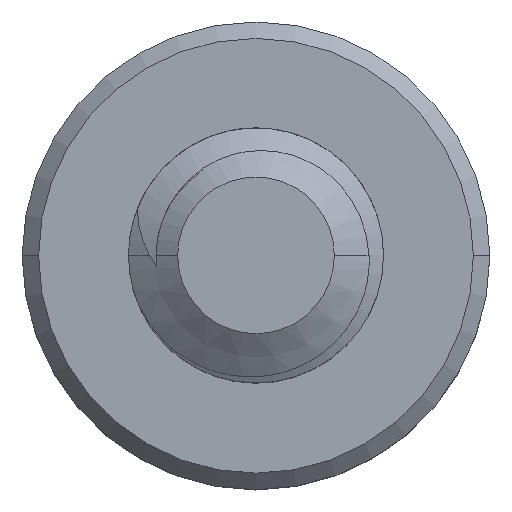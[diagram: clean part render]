
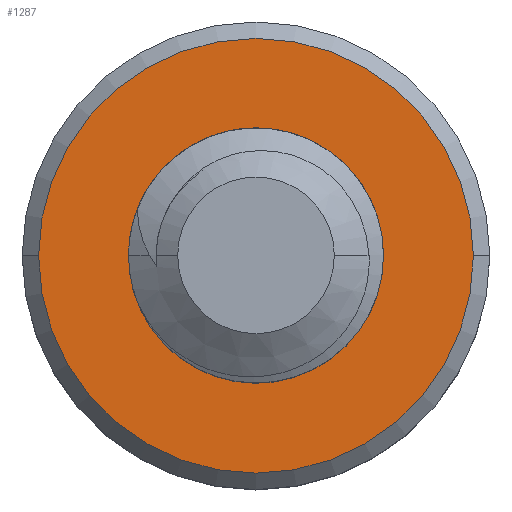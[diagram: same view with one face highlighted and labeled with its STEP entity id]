
A CAD part, top view. The second image highlights one B-rep face of the part: STEP entity #1287.
In plain terms, the highlighted planar face has unit normal (0, 0, 1).
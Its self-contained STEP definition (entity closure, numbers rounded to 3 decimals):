
#29 = CARTESIAN_POINT ( 'NONE',  ( 0., 0., -3. ) ) ;
#30 = ORIENTED_EDGE ( 'NONE', *, *, #95, .F. ) ;
#88 = CARTESIAN_POINT ( 'NONE',  ( -1.387, -0.178, -3. ) ) ;
#95 = EDGE_CURVE ( 'NONE', #431, #2252, #1603, .T. ) ;
#98 = CARTESIAN_POINT ( 'NONE',  ( 0., -1.175, -3. ) ) ;
#124 = CARTESIAN_POINT ( 'NONE',  ( 0.935, 1.048, -3. ) ) ;
#132 = CARTESIAN_POINT ( 'NONE',  ( -1.137, 0.968, -3. ) ) ;
#181 = DIRECTION ( 'NONE',  ( 1., 0., 0. ) ) ;
#240 = CARTESIAN_POINT ( 'NONE',  ( 0., 1.5, -3. ) ) ;
#246 = CARTESIAN_POINT ( 'NONE',  ( -2.557, 0., -3. ) ) ;
#256 = AXIS2_PLACEMENT_3D ( 'NONE', #1223, #318, #181 ) ;
#268 = CARTESIAN_POINT ( 'NONE',  ( -0.265, -1.182, -3. ) ) ;
#303 = CARTESIAN_POINT ( 'NONE',  ( 0.522, 1.38, -3. ) ) ;
#311 = CARTESIAN_POINT ( 'NONE',  ( -1.051, 1.07, -3. ) ) ;
#318 = DIRECTION ( 'NONE',  ( 0., 0., 1. ) ) ;
#338 = CARTESIAN_POINT ( 'NONE',  ( 1.161, -0.435, -3. ) ) ;
#421 = ORIENTED_EDGE ( 'NONE', *, *, #2106, .T. ) ;
#431 = VERTEX_POINT ( 'NONE', #240 ) ;
#441 = CARTESIAN_POINT ( 'NONE',  ( -0.98, -0.856, -3. ) ) ;
#500 = CARTESIAN_POINT ( 'NONE',  ( 0.266, 1.478, -3. ) ) ;
#520 = EDGE_LOOP ( 'NONE', ( #2053, #1298 ) ) ;
#537 = DIRECTION ( 'NONE',  ( -1., 0., 0. ) ) ;
#577 = DIRECTION ( 'NONE',  ( 0., 0., -1. ) ) ;
#599 = CIRCLE ( 'NONE', #2129, 2.557 ) ;
#601 = CARTESIAN_POINT ( 'NONE',  ( 0., -1.175, -3. ) ) ;
#609 = B_SPLINE_CURVE_WITH_KNOTS ( 'NONE', 3,
 ( #601, #1512, #268, #2235, #624, #2058, #441, #1160, #1883, #88, #1523, #2247, #636, #1745, #132, #311 ),
 .UNSPECIFIED., .F., .F.,
 ( 4, 2, 2, 2, 2, 2, 2, 4 ),
 ( 0., 0., 0.001, 0.001, 0.002, 0.002, 0.003, 0.003 ),
 .UNSPECIFIED. ) ;
#618 = EDGE_CURVE ( 'NONE', #431, #1617, #1466, .T. ) ;
#624 = CARTESIAN_POINT ( 'NONE',  ( -0.649, -1.077, -3. ) ) ;
#636 = CARTESIAN_POINT ( 'NONE',  ( -1.322, 0.617, -3. ) ) ;
#673 = CARTESIAN_POINT ( 'NONE',  ( 0.93, -0.757, -3. ) ) ;
#724 = VERTEX_POINT ( 'NONE', #1797 ) ;
#815 = CIRCLE ( 'NONE', #2282, 1.175 ) ;
#913 = CARTESIAN_POINT ( 'NONE',  ( 0., 0., -3. ) ) ;
#999 = CARTESIAN_POINT ( 'NONE',  ( 0., 0., -3. ) ) ;
#1009 = FACE_BOUND ( 'NONE', #2214, .T. ) ;
#1018 = CARTESIAN_POINT ( 'NONE',  ( 0.84, 1.143, -3. ) ) ;
#1029 = CARTESIAN_POINT ( 'NONE',  ( 1.301, 0.351, -3. ) ) ;
#1039 = CARTESIAN_POINT ( 'NONE',  ( 0.823, -0.839, -3. ) ) ;
#1075 = ORIENTED_EDGE ( 'NONE', *, *, #618, .T. ) ;
#1118 = CIRCLE ( 'NONE', #2027, 2.557 ) ;
#1160 = CARTESIAN_POINT ( 'NONE',  ( -1.155, -0.655, -3. ) ) ;
#1188 = ORIENTED_EDGE ( 'NONE', *, *, #2308, .T. ) ;
#1220 = CARTESIAN_POINT ( 'NONE',  ( 1.215, -0.312, -3. ) ) ;
#1223 = CARTESIAN_POINT ( 'NONE',  ( 0., 0., -3. ) ) ;
#1287 = ADVANCED_FACE ( 'NONE', ( #1870, #1009 ), #1910, .F. ) ;
#1298 = ORIENTED_EDGE ( 'NONE', *, *, #1872, .T. ) ;
#1299 = DIRECTION ( 'NONE',  ( 1., 0., 0. ) ) ;
#1406 = CARTESIAN_POINT ( 'NONE',  ( 1.017, -0.659, -3. ) ) ;
#1414 = DIRECTION ( 'NONE',  ( -1., 0., 0. ) ) ;
#1452 = CARTESIAN_POINT ( 'NONE',  ( 0., 0., -3. ) ) ;
#1466 = B_SPLINE_CURVE_WITH_KNOTS ( 'NONE', 3,
 ( #2112, #500, #303, #1018, #124, #2102, #2301, #1029, #1563, #1220, #338, #1406, #673, #1039 ),
 .UNSPECIFIED., .F., .F.,
 ( 4, 2, 2, 2, 2, 2, 4 ),
 ( 0., 0.001, 0.001, 0.002, 0.002, 0.003, 0.003 ),
 .UNSPECIFIED. ) ;
#1512 = CARTESIAN_POINT ( 'NONE',  ( -0.133, -1.189, -3. ) ) ;
#1523 = CARTESIAN_POINT ( 'NONE',  ( -1.423, 0.097, -3. ) ) ;
#1524 = CARTESIAN_POINT ( 'NONE',  ( 0.823, -0.839, -3. ) ) ;
#1563 = CARTESIAN_POINT ( 'NONE',  ( 1.317, 0.073, -3. ) ) ;
#1603 = CIRCLE ( 'NONE', #256, 1.5 ) ;
#1606 = AXIS2_PLACEMENT_3D ( 'NONE', #999, #2264, #2243 ) ;
#1617 = VERTEX_POINT ( 'NONE', #1524 ) ;
#1745 = CARTESIAN_POINT ( 'NONE',  ( -1.209, 0.856, -3. ) ) ;
#1782 = CARTESIAN_POINT ( 'NONE',  ( -1.051, 1.07, -3. ) ) ;
#1797 = CARTESIAN_POINT ( 'NONE',  ( 2.557, 0., -3. ) ) ;
#1870 = FACE_OUTER_BOUND ( 'NONE', #520, .T. ) ;
#1872 = EDGE_CURVE ( 'NONE', #724, #2013, #1118, .T. ) ;
#1883 = CARTESIAN_POINT ( 'NONE',  ( -1.226, -0.541, -3. ) ) ;
#1910 = PLANE ( 'NONE',  #1606 ) ;
#1970 = DIRECTION ( 'NONE',  ( 0., 0., 1. ) ) ;
#2013 = VERTEX_POINT ( 'NONE', #246 ) ;
#2027 = AXIS2_PLACEMENT_3D ( 'NONE', #913, #2151, #537 ) ;
#2028 = VERTEX_POINT ( 'NONE', #98 ) ;
#2053 = ORIENTED_EDGE ( 'NONE', *, *, #2292, .T. ) ;
#2058 = CARTESIAN_POINT ( 'NONE',  ( -0.878, -0.941, -3. ) ) ;
#2102 = CARTESIAN_POINT ( 'NONE',  ( 1.095, 0.838, -3. ) ) ;
#2106 = EDGE_CURVE ( 'NONE', #2028, #2252, #609, .T. ) ;
#2112 = CARTESIAN_POINT ( 'NONE',  ( 0., 1.5, -3. ) ) ;
#2129 = AXIS2_PLACEMENT_3D ( 'NONE', #1452, #1970, #1414 ) ;
#2151 = DIRECTION ( 'NONE',  ( 0., 0., 1. ) ) ;
#2214 = EDGE_LOOP ( 'NONE', ( #30, #1075, #1188, #421 ) ) ;
#2235 = CARTESIAN_POINT ( 'NONE',  ( -0.526, -1.125, -3. ) ) ;
#2243 = DIRECTION ( 'NONE',  ( -1., 0., 0. ) ) ;
#2247 = CARTESIAN_POINT ( 'NONE',  ( -1.362, 0.488, -3. ) ) ;
#2252 = VERTEX_POINT ( 'NONE', #1782 ) ;
#2264 = DIRECTION ( 'NONE',  ( 0., 0., -1. ) ) ;
#2282 = AXIS2_PLACEMENT_3D ( 'NONE', #29, #577, #1299 ) ;
#2292 = EDGE_CURVE ( 'NONE', #2013, #724, #599, .T. ) ;
#2301 = CARTESIAN_POINT ( 'NONE',  ( 1.161, 0.72, -3. ) ) ;
#2308 = EDGE_CURVE ( 'NONE', #1617, #2028, #815, .T. ) ;
